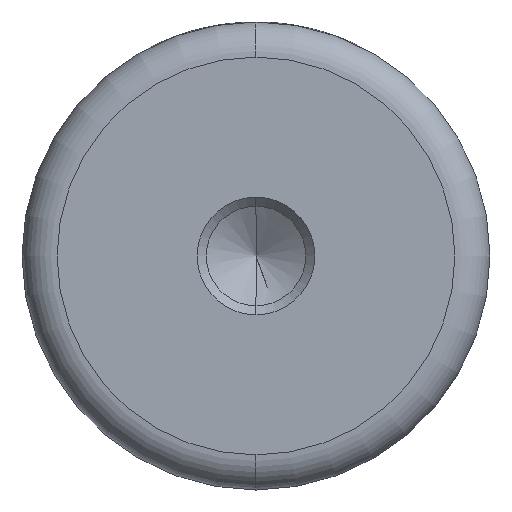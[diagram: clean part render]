
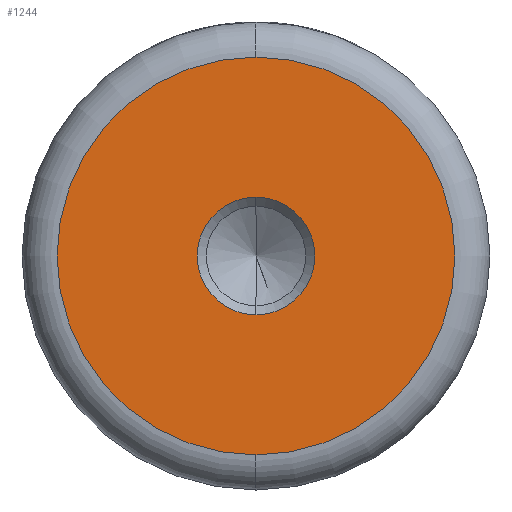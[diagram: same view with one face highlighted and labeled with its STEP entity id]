
A CAD part, left-side view. The second image highlights one B-rep face of the part: STEP entity #1244.
In plain terms, the highlighted planar face has unit normal (-1, 0, 0).
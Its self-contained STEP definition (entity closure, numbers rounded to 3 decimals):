
#8 = EDGE_CURVE ( 'NONE', #735, #993, #52, .T. ) ;
#29 = ORIENTED_EDGE ( 'NONE', *, *, #165, .T. ) ;
#52 = CIRCLE ( 'NONE', #617, 5.025 ) ;
#60 = CARTESIAN_POINT ( 'NONE',  ( 0., 0., 5.025 ) ) ;
#124 = DIRECTION ( 'NONE',  ( 0., 0., 1. ) ) ;
#133 = DIRECTION ( 'NONE',  ( -1., 0., 0. ) ) ;
#142 = CARTESIAN_POINT ( 'NONE',  ( 0., 0., 0. ) ) ;
#165 = EDGE_CURVE ( 'NONE', #188, #195, #796, .T. ) ;
#188 = VERTEX_POINT ( 'NONE', #784 ) ;
#195 = VERTEX_POINT ( 'NONE', #914 ) ;
#218 = FACE_OUTER_BOUND ( 'NONE', #801, .T. ) ;
#226 = DIRECTION ( 'NONE',  ( 0., 0., 1. ) ) ;
#248 = AXIS2_PLACEMENT_3D ( 'NONE', #142, #944, #268 ) ;
#268 = DIRECTION ( 'NONE',  ( 0., 0., 1. ) ) ;
#352 = DIRECTION ( 'NONE',  ( -1., 0., 0. ) ) ;
#551 = ORIENTED_EDGE ( 'NONE', *, *, #8, .F. ) ;
#560 = EDGE_CURVE ( 'NONE', #195, #188, #1228, .T. ) ;
#588 = ORIENTED_EDGE ( 'NONE', *, *, #883, .F. ) ;
#617 = AXIS2_PLACEMENT_3D ( 'NONE', #1372, #133, #124 ) ;
#650 = CIRCLE ( 'NONE', #248, 5.025 ) ;
#654 = AXIS2_PLACEMENT_3D ( 'NONE', #672, #1453, #791 ) ;
#672 = CARTESIAN_POINT ( 'NONE',  ( 0., 0., 0. ) ) ;
#675 = CARTESIAN_POINT ( 'NONE',  ( 0., 0., 0. ) ) ;
#718 = ORIENTED_EDGE ( 'NONE', *, *, #560, .T. ) ;
#735 = VERTEX_POINT ( 'NONE', #1278 ) ;
#784 = CARTESIAN_POINT ( 'NONE',  ( 0., 0., 17. ) ) ;
#791 = DIRECTION ( 'NONE',  ( 0., 0., 1. ) ) ;
#794 = PLANE ( 'NONE',  #865 ) ;
#796 = CIRCLE ( 'NONE', #1061, 17. ) ;
#801 = EDGE_LOOP ( 'NONE', ( #29, #718 ) ) ;
#865 = AXIS2_PLACEMENT_3D ( 'NONE', #675, #906, #226 ) ;
#883 = EDGE_CURVE ( 'NONE', #993, #735, #650, .T. ) ;
#906 = DIRECTION ( 'NONE',  ( -1., 0., 0. ) ) ;
#914 = CARTESIAN_POINT ( 'NONE',  ( 0., 0., -17. ) ) ;
#944 = DIRECTION ( 'NONE',  ( -1., 0., 0. ) ) ;
#993 = VERTEX_POINT ( 'NONE', #60 ) ;
#1019 = CARTESIAN_POINT ( 'NONE',  ( 0., 0., 0. ) ) ;
#1061 = AXIS2_PLACEMENT_3D ( 'NONE', #1019, #352, #1137 ) ;
#1088 = FACE_BOUND ( 'NONE', #1219, .T. ) ;
#1137 = DIRECTION ( 'NONE',  ( 0., 0., 1. ) ) ;
#1219 = EDGE_LOOP ( 'NONE', ( #588, #551 ) ) ;
#1228 = CIRCLE ( 'NONE', #654, 17. ) ;
#1244 = ADVANCED_FACE ( 'NONE', ( #1088, #218 ), #794, .T. ) ;
#1278 = CARTESIAN_POINT ( 'NONE',  ( 0., 0., -5.025 ) ) ;
#1372 = CARTESIAN_POINT ( 'NONE',  ( 0., 0., 0. ) ) ;
#1453 = DIRECTION ( 'NONE',  ( -1., 0., 0. ) ) ;
